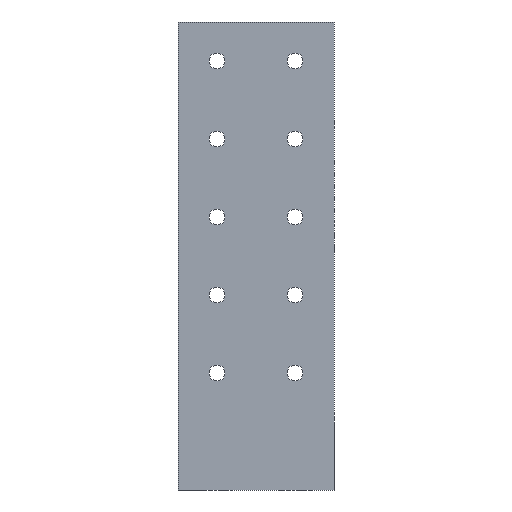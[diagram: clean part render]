
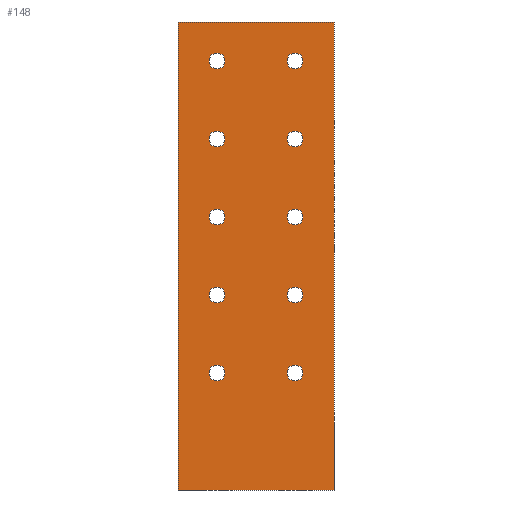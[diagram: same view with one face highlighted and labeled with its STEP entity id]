
A CAD part, front view. The second image highlights one B-rep face of the part: STEP entity #148.
In plain terms, the highlighted planar face has unit normal (0, -1, 0).
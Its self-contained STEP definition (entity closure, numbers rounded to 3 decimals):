
#148 = ADVANCED_FACE( '', ( #349, #350, #351, #352, #353, #354, #355, #356, #357, #358, #359 ), #360, .T. );
#349 = FACE_BOUND( '', #2804, .T. );
#350 = FACE_BOUND( '', #2805, .T. );
#351 = FACE_BOUND( '', #2806, .T. );
#352 = FACE_BOUND( '', #2807, .T. );
#353 = FACE_BOUND( '', #2808, .T. );
#354 = FACE_BOUND( '', #2809, .T. );
#355 = FACE_BOUND( '', #2810, .T. );
#356 = FACE_BOUND( '', #2811, .T. );
#357 = FACE_BOUND( '', #2812, .T. );
#358 = FACE_BOUND( '', #2813, .T. );
#359 = FACE_OUTER_BOUND( '', #2814, .T. );
#360 = PLANE( '', #2815 );
#2804 = EDGE_LOOP( '', ( #3323 ) );
#2805 = EDGE_LOOP( '', ( #3324 ) );
#2806 = EDGE_LOOP( '', ( #3325 ) );
#2807 = EDGE_LOOP( '', ( #3326 ) );
#2808 = EDGE_LOOP( '', ( #3327 ) );
#2809 = EDGE_LOOP( '', ( #3328 ) );
#2810 = EDGE_LOOP( '', ( #3329 ) );
#2811 = EDGE_LOOP( '', ( #3330 ) );
#2812 = EDGE_LOOP( '', ( #3331 ) );
#2813 = EDGE_LOOP( '', ( #3332 ) );
#2814 = EDGE_LOOP( '', ( #3333, #3334, #3335, #3336 ) );
#2815 = AXIS2_PLACEMENT_3D( '', #3337, #3338, #3339 );
#3323 = ORIENTED_EDGE( '', *, *, #3560, .T. );
#3324 = ORIENTED_EDGE( '', *, *, #3563, .T. );
#3325 = ORIENTED_EDGE( '', *, *, #3564, .T. );
#3326 = ORIENTED_EDGE( '', *, *, #3565, .T. );
#3327 = ORIENTED_EDGE( '', *, *, #3566, .T. );
#3328 = ORIENTED_EDGE( '', *, *, #3567, .T. );
#3329 = ORIENTED_EDGE( '', *, *, #3568, .T. );
#3330 = ORIENTED_EDGE( '', *, *, #3569, .T. );
#3331 = ORIENTED_EDGE( '', *, *, #3570, .T. );
#3332 = ORIENTED_EDGE( '', *, *, #3561, .T. );
#3333 = ORIENTED_EDGE( '', *, *, #3523, .F. );
#3334 = ORIENTED_EDGE( '', *, *, #3571, .F. );
#3335 = ORIENTED_EDGE( '', *, *, #3519, .T. );
#3336 = ORIENTED_EDGE( '', *, *, #3525, .T. );
#3337 = CARTESIAN_POINT( '', ( 50., 0., 0. ) );
#3338 = DIRECTION( '', ( 0., -1., 0. ) );
#3339 = DIRECTION( '', ( 0., 0., -1. ) );
#3519 = EDGE_CURVE( '', #3769, #3767, #3770, .T. );
#3523 = EDGE_CURVE( '', #3774, #3776, #3777, .T. );
#3525 = EDGE_CURVE( '', #3767, #3776, #3779, .T. );
#3560 = EDGE_CURVE( '', #3843, #3843, #3844, .T. );
#3561 = EDGE_CURVE( '', #3845, #3845, #3846, .T. );
#3563 = EDGE_CURVE( '', #3848, #3848, #3849, .T. );
#3564 = EDGE_CURVE( '', #3850, #3850, #3851, .T. );
#3565 = EDGE_CURVE( '', #3852, #3852, #3853, .T. );
#3566 = EDGE_CURVE( '', #3854, #3854, #3855, .T. );
#3567 = EDGE_CURVE( '', #3856, #3856, #3857, .T. );
#3568 = EDGE_CURVE( '', #3858, #3858, #3859, .T. );
#3569 = EDGE_CURVE( '', #3860, #3860, #3861, .T. );
#3570 = EDGE_CURVE( '', #3862, #3862, #3863, .T. );
#3571 = EDGE_CURVE( '', #3769, #3774, #3864, .T. );
#3767 = VERTEX_POINT( '', #5225 );
#3769 = VERTEX_POINT( '', #5228 );
#3770 = LINE( '', #5229, #5230 );
#3774 = VERTEX_POINT( '', #5236 );
#3776 = VERTEX_POINT( '', #5239 );
#3777 = LINE( '', #5240, #5241 );
#3779 = LINE( '', #5244, #5245 );
#3843 = VERTEX_POINT( '', #5352 );
#3844 = CIRCLE( '', #5353, 5.1 );
#3845 = VERTEX_POINT( '', #5354 );
#3846 = CIRCLE( '', #5355, 5.1 );
#3848 = VERTEX_POINT( '', #5358 );
#3849 = CIRCLE( '', #5359, 5.1 );
#3850 = VERTEX_POINT( '', #5360 );
#3851 = CIRCLE( '', #5361, 5.1 );
#3852 = VERTEX_POINT( '', #5362 );
#3853 = CIRCLE( '', #5363, 5.1 );
#3854 = VERTEX_POINT( '', #5364 );
#3855 = CIRCLE( '', #5365, 5.1 );
#3856 = VERTEX_POINT( '', #5366 );
#3857 = CIRCLE( '', #5367, 5.1 );
#3858 = VERTEX_POINT( '', #5368 );
#3859 = CIRCLE( '', #5369, 5.1 );
#3860 = VERTEX_POINT( '', #5370 );
#3861 = CIRCLE( '', #5371, 5.1 );
#3862 = VERTEX_POINT( '', #5372 );
#3863 = CIRCLE( '', #5373, 5.1 );
#3864 = LINE( '', #5374, #5375 );
#5225 = CARTESIAN_POINT( '', ( 50., 0., 300. ) );
#5228 = CARTESIAN_POINT( '', ( 50., 0., 0. ) );
#5229 = CARTESIAN_POINT( '', ( 50., 0., 0. ) );
#5230 = VECTOR( '', #5566, 1000. );
#5236 = CARTESIAN_POINT( '', ( -50., 0., 0. ) );
#5239 = CARTESIAN_POINT( '', ( -50., 0., 300. ) );
#5240 = CARTESIAN_POINT( '', ( -50., 0., 0. ) );
#5241 = VECTOR( '', #5570, 1000. );
#5244 = CARTESIAN_POINT( '', ( 50., 0., 300. ) );
#5245 = VECTOR( '', #5572, 1000. );
#5352 = CARTESIAN_POINT( '', ( 25., 0., 269.9 ) );
#5353 = AXIS2_PLACEMENT_3D( '', #5666, #5667, #5668 );
#5354 = CARTESIAN_POINT( '', ( -25., 0., 69.9 ) );
#5355 = AXIS2_PLACEMENT_3D( '', #5669, #5670, #5671 );
#5358 = CARTESIAN_POINT( '', ( 25., 0., 219.9 ) );
#5359 = AXIS2_PLACEMENT_3D( '', #5673, #5674, #5675 );
#5360 = CARTESIAN_POINT( '', ( 25., 0., 169.9 ) );
#5361 = AXIS2_PLACEMENT_3D( '', #5676, #5677, #5678 );
#5362 = CARTESIAN_POINT( '', ( 25., 0., 119.9 ) );
#5363 = AXIS2_PLACEMENT_3D( '', #5679, #5680, #5681 );
#5364 = CARTESIAN_POINT( '', ( 25., 0., 69.9 ) );
#5365 = AXIS2_PLACEMENT_3D( '', #5682, #5683, #5684 );
#5366 = CARTESIAN_POINT( '', ( -25., 0., 269.9 ) );
#5367 = AXIS2_PLACEMENT_3D( '', #5685, #5686, #5687 );
#5368 = CARTESIAN_POINT( '', ( -25., 0., 219.9 ) );
#5369 = AXIS2_PLACEMENT_3D( '', #5688, #5689, #5690 );
#5370 = CARTESIAN_POINT( '', ( -25., 0., 169.9 ) );
#5371 = AXIS2_PLACEMENT_3D( '', #5691, #5692, #5693 );
#5372 = CARTESIAN_POINT( '', ( -25., 0., 119.9 ) );
#5373 = AXIS2_PLACEMENT_3D( '', #5694, #5695, #5696 );
#5374 = CARTESIAN_POINT( '', ( 50., 0., 0. ) );
#5375 = VECTOR( '', #5697, 1000. );
#5566 = DIRECTION( '', ( 0., 0., 1. ) );
#5570 = DIRECTION( '', ( 0., 0., 1. ) );
#5572 = DIRECTION( '', ( -1., 0., 0. ) );
#5666 = CARTESIAN_POINT( '', ( 25., 0., 275. ) );
#5667 = DIRECTION( '', ( 0., 1., 0. ) );
#5668 = DIRECTION( '', ( 0., 0., -1. ) );
#5669 = CARTESIAN_POINT( '', ( -25., 0., 75. ) );
#5670 = DIRECTION( '', ( 0., 1., 0. ) );
#5671 = DIRECTION( '', ( 0., 0., -1. ) );
#5673 = CARTESIAN_POINT( '', ( 25., 0., 225. ) );
#5674 = DIRECTION( '', ( 0., 1., 0. ) );
#5675 = DIRECTION( '', ( 0., 0., -1. ) );
#5676 = CARTESIAN_POINT( '', ( 25., 0., 175. ) );
#5677 = DIRECTION( '', ( 0., 1., 0. ) );
#5678 = DIRECTION( '', ( 0., 0., -1. ) );
#5679 = CARTESIAN_POINT( '', ( 25., 0., 125. ) );
#5680 = DIRECTION( '', ( 0., 1., 0. ) );
#5681 = DIRECTION( '', ( 0., 0., -1. ) );
#5682 = CARTESIAN_POINT( '', ( 25., 0., 75. ) );
#5683 = DIRECTION( '', ( 0., 1., 0. ) );
#5684 = DIRECTION( '', ( 0., 0., -1. ) );
#5685 = CARTESIAN_POINT( '', ( -25., 0., 275. ) );
#5686 = DIRECTION( '', ( 0., 1., 0. ) );
#5687 = DIRECTION( '', ( 0., 0., -1. ) );
#5688 = CARTESIAN_POINT( '', ( -25., 0., 225. ) );
#5689 = DIRECTION( '', ( 0., 1., 0. ) );
#5690 = DIRECTION( '', ( 0., 0., -1. ) );
#5691 = CARTESIAN_POINT( '', ( -25., 0., 175. ) );
#5692 = DIRECTION( '', ( 0., 1., 0. ) );
#5693 = DIRECTION( '', ( 0., 0., -1. ) );
#5694 = CARTESIAN_POINT( '', ( -25., 0., 125. ) );
#5695 = DIRECTION( '', ( 0., 1., 0. ) );
#5696 = DIRECTION( '', ( 0., 0., -1. ) );
#5697 = DIRECTION( '', ( -1., 0., 0. ) );
